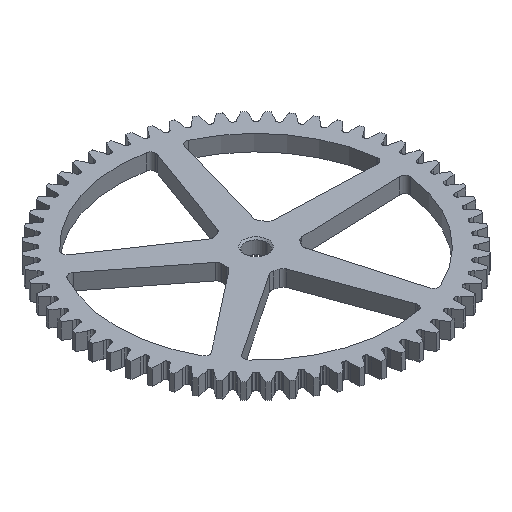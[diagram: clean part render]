
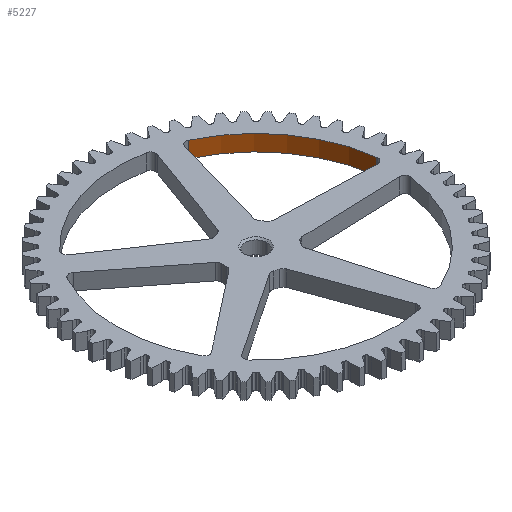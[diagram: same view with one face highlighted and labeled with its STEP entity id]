
A CAD part, isometric view. The second image highlights one B-rep face of the part: STEP entity #5227.
In plain terms, the highlighted cylindrical face has radius 26 mm (diameter 52 mm), a partial arc.
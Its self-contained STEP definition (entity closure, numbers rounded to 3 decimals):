
#319 = CARTESIAN_POINT ( 'NONE',  ( 25.807, 3.161, 3. ) ) ;
#548 = EDGE_CURVE ( 'NONE', #4595, #11986, #7079, .T. ) ;
#736 = CARTESIAN_POINT ( 'NONE',  ( 25.807, 3.161, 0. ) ) ;
#1844 = VERTEX_POINT ( 'NONE', #319 ) ;
#1914 = CIRCLE ( 'NONE', #7394, 26. ) ;
#2443 = DIRECTION ( 'NONE',  ( 0., 0., 1. ) ) ;
#3435 = EDGE_CURVE ( 'NONE', #10550, #11986, #1914, .T. ) ;
#4095 = EDGE_CURVE ( 'NONE', #1844, #4595, #6964, .T. ) ;
#4271 = AXIS2_PLACEMENT_3D ( 'NONE', #19918, #9758, #21640 ) ;
#4595 = VERTEX_POINT ( 'NONE', #4835 ) ;
#4835 = CARTESIAN_POINT ( 'NONE',  ( 10.981, 23.567, 3. ) ) ;
#5227 = ADVANCED_FACE ( 'NONE', ( #10953 ), #14406, .F. ) ;
#6424 = AXIS2_PLACEMENT_3D ( 'NONE', #17301, #13890, #12174 ) ;
#6599 = EDGE_LOOP ( 'NONE', ( #17617, #14261, #20410, #15975 ) ) ;
#6634 = DIRECTION ( 'NONE',  ( 0., 0., 1. ) ) ;
#6964 = CIRCLE ( 'NONE', #4271, 26. ) ;
#7079 = LINE ( 'NONE', #8761, #16048 ) ;
#7394 = AXIS2_PLACEMENT_3D ( 'NONE', #16736, #6634, #18474 ) ;
#8761 = CARTESIAN_POINT ( 'NONE',  ( 10.981, 23.567, 0. ) ) ;
#9758 = DIRECTION ( 'NONE',  ( 0., 0., 1. ) ) ;
#10433 = LINE ( 'NONE', #736, #14407 ) ;
#10550 = VERTEX_POINT ( 'NONE', #12745 ) ;
#10953 = FACE_OUTER_BOUND ( 'NONE', #6599, .T. ) ;
#11986 = VERTEX_POINT ( 'NONE', #19648 ) ;
#12174 = DIRECTION ( 'NONE',  ( 1., 0., 0. ) ) ;
#12745 = CARTESIAN_POINT ( 'NONE',  ( 25.807, 3.161, 0. ) ) ;
#13131 = EDGE_CURVE ( 'NONE', #10550, #1844, #10433, .T. ) ;
#13890 = DIRECTION ( 'NONE',  ( 0., 0., 1. ) ) ;
#14261 = ORIENTED_EDGE ( 'NONE', *, *, #548, .T. ) ;
#14406 = CYLINDRICAL_SURFACE ( 'NONE', #6424, 26. ) ;
#14407 = VECTOR ( 'NONE', #2443, 1000. ) ;
#15975 = ORIENTED_EDGE ( 'NONE', *, *, #13131, .T. ) ;
#16048 = VECTOR ( 'NONE', #18927, 1000. ) ;
#16736 = CARTESIAN_POINT ( 'NONE',  ( 0., 0., 0. ) ) ;
#17301 = CARTESIAN_POINT ( 'NONE',  ( 0., 0., 0. ) ) ;
#17617 = ORIENTED_EDGE ( 'NONE', *, *, #4095, .T. ) ;
#18474 = DIRECTION ( 'NONE',  ( -1., 0., 0. ) ) ;
#18927 = DIRECTION ( 'NONE',  ( 0., 0., -1. ) ) ;
#19648 = CARTESIAN_POINT ( 'NONE',  ( 10.981, 23.567, 0. ) ) ;
#19918 = CARTESIAN_POINT ( 'NONE',  ( 0., 0., 3. ) ) ;
#20410 = ORIENTED_EDGE ( 'NONE', *, *, #3435, .F. ) ;
#21640 = DIRECTION ( 'NONE',  ( -1., 0., 0. ) ) ;
